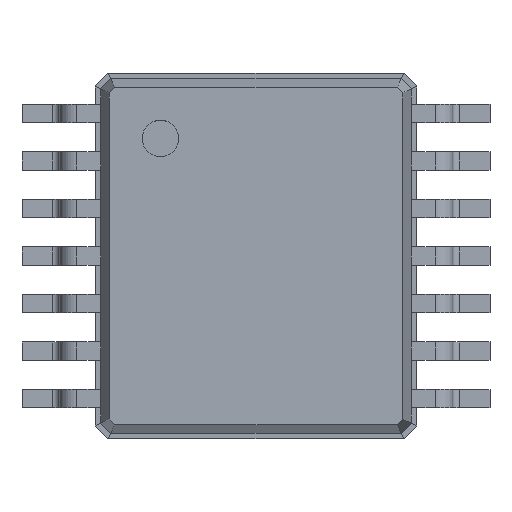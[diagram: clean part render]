
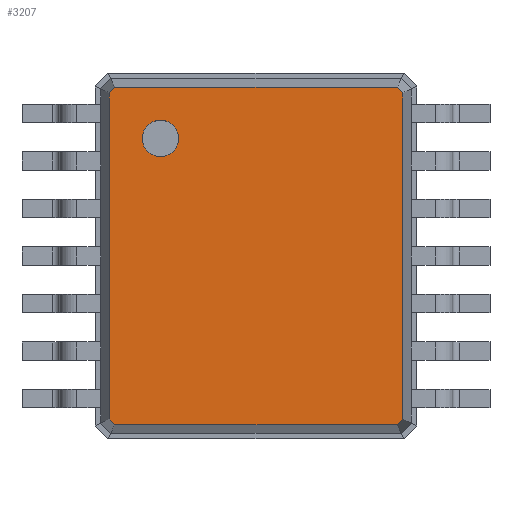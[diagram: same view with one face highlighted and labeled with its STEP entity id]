
A CAD part, top view. The second image highlights one B-rep face of the part: STEP entity #3207.
In plain terms, the highlighted planar face has unit normal (0, 0, 1).
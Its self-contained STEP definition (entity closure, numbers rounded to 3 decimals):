
#1300 = VERTEX_POINT('',#1301);
#1301 = CARTESIAN_POINT('',(2.007,-2.228,1.2));
#1306 = EDGE_CURVE('',#1307,#1300,#1309,.T.);
#1307 = VERTEX_POINT('',#1308);
#1308 = CARTESIAN_POINT('',(2.007,2.228,1.2));
#1309 = LINE('',#1310,#1311);
#1310 = CARTESIAN_POINT('',(2.007,2.228,1.2));
#1311 = VECTOR('',#1312,1.);
#1312 = DIRECTION('',(0.,-1.,0.));
#3190 = VERTEX_POINT('',#3191);
#3191 = CARTESIAN_POINT('',(1.928,-2.307,1.2));
#3196 = EDGE_CURVE('',#1300,#3190,#3197,.T.);
#3197 = LINE('',#3198,#3199);
#3198 = CARTESIAN_POINT('',(2.007,-2.228,1.2));
#3199 = VECTOR('',#3200,1.);
#3200 = DIRECTION('',(-0.707,-0.707,0.));
#3207 = ADVANCED_FACE('',(#3208,#3258),#3269,.T.);
#3208 = FACE_BOUND('',#3209,.T.);
#3209 = EDGE_LOOP('',(#3210,#3220,#3228,#3236,#3244,#3250,#3251,#3252));
#3210 = ORIENTED_EDGE('',*,*,#3211,.F.);
#3211 = EDGE_CURVE('',#3212,#3214,#3216,.T.);
#3212 = VERTEX_POINT('',#3213);
#3213 = CARTESIAN_POINT('',(-1.928,2.307,1.2));
#3214 = VERTEX_POINT('',#3215);
#3215 = CARTESIAN_POINT('',(1.928,2.307,1.2));
#3216 = LINE('',#3217,#3218);
#3217 = CARTESIAN_POINT('',(-1.928,2.307,1.2));
#3218 = VECTOR('',#3219,1.);
#3219 = DIRECTION('',(1.,0.,0.));
#3220 = ORIENTED_EDGE('',*,*,#3221,.F.);
#3221 = EDGE_CURVE('',#3222,#3212,#3224,.T.);
#3222 = VERTEX_POINT('',#3223);
#3223 = CARTESIAN_POINT('',(-2.007,2.228,1.2));
#3224 = LINE('',#3225,#3226);
#3225 = CARTESIAN_POINT('',(-2.007,2.228,1.2));
#3226 = VECTOR('',#3227,1.);
#3227 = DIRECTION('',(0.707,0.707,0.));
#3228 = ORIENTED_EDGE('',*,*,#3229,.F.);
#3229 = EDGE_CURVE('',#3230,#3222,#3232,.T.);
#3230 = VERTEX_POINT('',#3231);
#3231 = CARTESIAN_POINT('',(-2.007,-2.228,1.2));
#3232 = LINE('',#3233,#3234);
#3233 = CARTESIAN_POINT('',(-2.007,-2.228,1.2));
#3234 = VECTOR('',#3235,1.);
#3235 = DIRECTION('',(0.,1.,0.));
#3236 = ORIENTED_EDGE('',*,*,#3237,.F.);
#3237 = EDGE_CURVE('',#3238,#3230,#3240,.T.);
#3238 = VERTEX_POINT('',#3239);
#3239 = CARTESIAN_POINT('',(-1.928,-2.307,1.2));
#3240 = LINE('',#3241,#3242);
#3241 = CARTESIAN_POINT('',(-1.928,-2.307,1.2));
#3242 = VECTOR('',#3243,1.);
#3243 = DIRECTION('',(-0.707,0.707,0.));
#3244 = ORIENTED_EDGE('',*,*,#3245,.F.);
#3245 = EDGE_CURVE('',#3190,#3238,#3246,.T.);
#3246 = LINE('',#3247,#3248);
#3247 = CARTESIAN_POINT('',(1.928,-2.307,1.2));
#3248 = VECTOR('',#3249,1.);
#3249 = DIRECTION('',(-1.,0.,0.));
#3250 = ORIENTED_EDGE('',*,*,#3196,.F.);
#3251 = ORIENTED_EDGE('',*,*,#1306,.F.);
#3252 = ORIENTED_EDGE('',*,*,#3253,.F.);
#3253 = EDGE_CURVE('',#3214,#1307,#3254,.T.);
#3254 = LINE('',#3255,#3256);
#3255 = CARTESIAN_POINT('',(1.928,2.307,1.2));
#3256 = VECTOR('',#3257,1.);
#3257 = DIRECTION('',(0.707,-0.707,0.));
#3258 = FACE_BOUND('',#3259,.T.);
#3259 = EDGE_LOOP('',(#3260));
#3260 = ORIENTED_EDGE('',*,*,#3261,.F.);
#3261 = EDGE_CURVE('',#3262,#3262,#3264,.T.);
#3262 = VERTEX_POINT('',#3263);
#3263 = CARTESIAN_POINT('',(-1.307,1.357,1.2));
#3264 = CIRCLE('',#3265,0.25);
#3265 = AXIS2_PLACEMENT_3D('',#3266,#3267,#3268);
#3266 = CARTESIAN_POINT('',(-1.307,1.607,1.2));
#3267 = DIRECTION('',(0.,0.,1.));
#3268 = DIRECTION('',(0.,-1.,0.));
#3269 = PLANE('',#3270);
#3270 = AXIS2_PLACEMENT_3D('',#3271,#3272,#3273);
#3271 = CARTESIAN_POINT('',(-1.928,2.307,1.2));
#3272 = DIRECTION('',(0.,0.,1.));
#3273 = DIRECTION('',(0.641,-0.767,0.));
